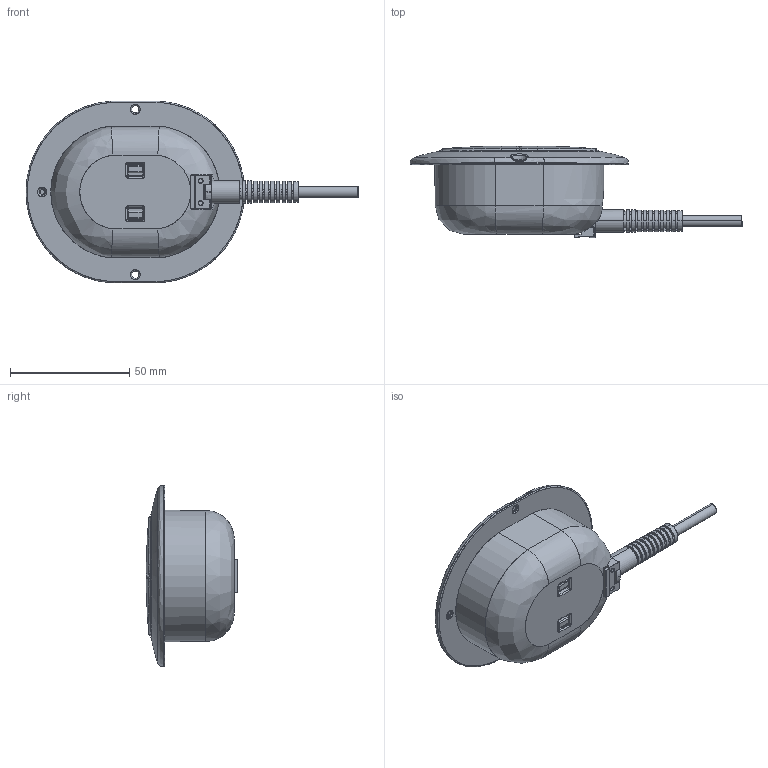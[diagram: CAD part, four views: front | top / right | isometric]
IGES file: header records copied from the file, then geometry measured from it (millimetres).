
Start section: SolidWorks IGES file using analytic representation for surfaces
Global section: file name: Chaircontrol.IGS; native system: SolidWorks 2008; preprocessor: SolidWorks 2008; author: mebert; date: 110211.121925; units: millimetre
Bounding box: 139.15 x 38.35 x 76 mm (x, y, z)
Surface area: 20836 mm2 (no closed solid volume)
Topology: 0 solids, 0 shells, 554 faces, 5559 edges, 5504 vertices
Faces by surface type: revolution 291, bspline 263
